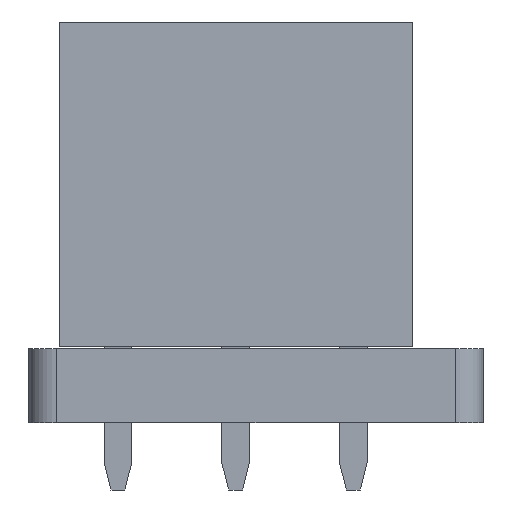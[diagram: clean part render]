
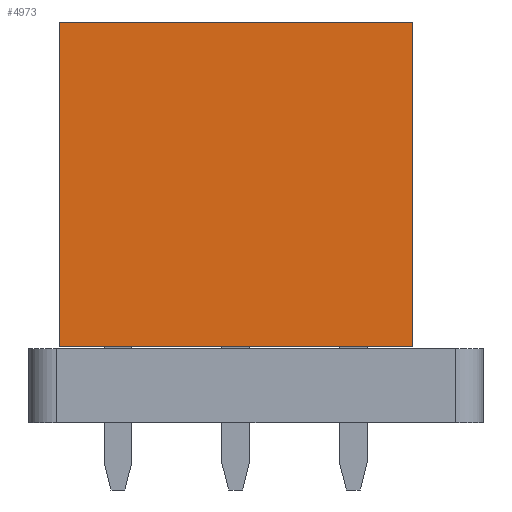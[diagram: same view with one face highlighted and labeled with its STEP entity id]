
A CAD part, front view. The second image highlights one B-rep face of the part: STEP entity #4973.
In plain terms, the highlighted face is planar.
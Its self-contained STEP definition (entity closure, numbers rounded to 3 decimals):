
#4973 = ADVANCED_FACE('',(#4974),#4988,.F.);
#4974 = FACE_BOUND('',#4975,.F.);
#4975 = EDGE_LOOP('',(#4976,#5011,#5039,#5067));
#4976 = ORIENTED_EDGE('',*,*,#4977,.T.);
#4977 = EDGE_CURVE('',#4978,#4980,#4982,.T.);
#4978 = VERTEX_POINT('',#4979);
#4979 = CARTESIAN_POINT('',(1.27,-6.35,0.));
#4980 = VERTEX_POINT('',#4981);
#4981 = CARTESIAN_POINT('',(1.27,-6.35,7.));
#4982 = SURFACE_CURVE('',#4983,(#4987,#4999),.PCURVE_S1.);
#4983 = LINE('',#4984,#4985);
#4984 = CARTESIAN_POINT('',(1.27,-6.35,0.));
#4985 = VECTOR('',#4986,1.);
#4986 = DIRECTION('',(0.,0.,1.));
#4987 = PCURVE('',#4988,#4993);
#4988 = PLANE('',#4989);
#4989 = AXIS2_PLACEMENT_3D('',#4990,#4991,#4992);
#4990 = CARTESIAN_POINT('',(1.27,-6.35,0.));
#4991 = DIRECTION('',(-1.,0.,0.));
#4992 = DIRECTION('',(0.,1.,0.));
#4993 = DEFINITIONAL_REPRESENTATION('',(#4994),#4998);
#4994 = LINE('',#4995,#4996);
#4995 = CARTESIAN_POINT('',(0.,0.));
#4996 = VECTOR('',#4997,1.);
#4997 = DIRECTION('',(0.,-1.));
#4998 = ( GEOMETRIC_REPRESENTATION_CONTEXT(2) 
PARAMETRIC_REPRESENTATION_CONTEXT() REPRESENTATION_CONTEXT('2D SPACE',''
  ) );
#4999 = PCURVE('',#5000,#5005);
#5000 = PLANE('',#5001);
#5001 = AXIS2_PLACEMENT_3D('',#5002,#5003,#5004);
#5002 = CARTESIAN_POINT('',(-1.27,-6.35,0.));
#5003 = DIRECTION('',(0.,1.,0.));
#5004 = DIRECTION('',(1.,0.,0.));
#5005 = DEFINITIONAL_REPRESENTATION('',(#5006),#5010);
#5006 = LINE('',#5007,#5008);
#5007 = CARTESIAN_POINT('',(2.54,0.));
#5008 = VECTOR('',#5009,1.);
#5009 = DIRECTION('',(0.,-1.));
#5010 = ( GEOMETRIC_REPRESENTATION_CONTEXT(2) 
PARAMETRIC_REPRESENTATION_CONTEXT() REPRESENTATION_CONTEXT('2D SPACE',''
  ) );
#5011 = ORIENTED_EDGE('',*,*,#5012,.T.);
#5012 = EDGE_CURVE('',#4980,#5013,#5015,.T.);
#5013 = VERTEX_POINT('',#5014);
#5014 = CARTESIAN_POINT('',(1.27,1.27,7.));
#5015 = SURFACE_CURVE('',#5016,(#5020,#5027),.PCURVE_S1.);
#5016 = LINE('',#5017,#5018);
#5017 = CARTESIAN_POINT('',(1.27,-6.35,7.));
#5018 = VECTOR('',#5019,1.);
#5019 = DIRECTION('',(0.,1.,0.));
#5020 = PCURVE('',#4988,#5021);
#5021 = DEFINITIONAL_REPRESENTATION('',(#5022),#5026);
#5022 = LINE('',#5023,#5024);
#5023 = CARTESIAN_POINT('',(0.,-7.));
#5024 = VECTOR('',#5025,1.);
#5025 = DIRECTION('',(1.,0.));
#5026 = ( GEOMETRIC_REPRESENTATION_CONTEXT(2) 
PARAMETRIC_REPRESENTATION_CONTEXT() REPRESENTATION_CONTEXT('2D SPACE',''
  ) );
#5027 = PCURVE('',#5028,#5033);
#5028 = PLANE('',#5029);
#5029 = AXIS2_PLACEMENT_3D('',#5030,#5031,#5032);
#5030 = CARTESIAN_POINT('',(1.27,-6.35,7.));
#5031 = DIRECTION('',(0.,0.,-1.));
#5032 = DIRECTION('',(0.,-1.,0.));
#5033 = DEFINITIONAL_REPRESENTATION('',(#5034),#5038);
#5034 = LINE('',#5035,#5036);
#5035 = CARTESIAN_POINT('',(0.,0.));
#5036 = VECTOR('',#5037,1.);
#5037 = DIRECTION('',(-1.,0.));
#5038 = ( GEOMETRIC_REPRESENTATION_CONTEXT(2) 
PARAMETRIC_REPRESENTATION_CONTEXT() REPRESENTATION_CONTEXT('2D SPACE',''
  ) );
#5039 = ORIENTED_EDGE('',*,*,#5040,.F.);
#5040 = EDGE_CURVE('',#5041,#5013,#5043,.T.);
#5041 = VERTEX_POINT('',#5042);
#5042 = CARTESIAN_POINT('',(1.27,1.27,0.));
#5043 = SURFACE_CURVE('',#5044,(#5048,#5055),.PCURVE_S1.);
#5044 = LINE('',#5045,#5046);
#5045 = CARTESIAN_POINT('',(1.27,1.27,0.));
#5046 = VECTOR('',#5047,1.);
#5047 = DIRECTION('',(0.,0.,1.));
#5048 = PCURVE('',#4988,#5049);
#5049 = DEFINITIONAL_REPRESENTATION('',(#5050),#5054);
#5050 = LINE('',#5051,#5052);
#5051 = CARTESIAN_POINT('',(7.62,0.));
#5052 = VECTOR('',#5053,1.);
#5053 = DIRECTION('',(0.,-1.));
#5054 = ( GEOMETRIC_REPRESENTATION_CONTEXT(2) 
PARAMETRIC_REPRESENTATION_CONTEXT() REPRESENTATION_CONTEXT('2D SPACE',''
  ) );
#5055 = PCURVE('',#5056,#5061);
#5056 = PLANE('',#5057);
#5057 = AXIS2_PLACEMENT_3D('',#5058,#5059,#5060);
#5058 = CARTESIAN_POINT('',(1.27,1.27,0.));
#5059 = DIRECTION('',(0.,-1.,0.));
#5060 = DIRECTION('',(-1.,0.,0.));
#5061 = DEFINITIONAL_REPRESENTATION('',(#5062),#5066);
#5062 = LINE('',#5063,#5064);
#5063 = CARTESIAN_POINT('',(0.,0.));
#5064 = VECTOR('',#5065,1.);
#5065 = DIRECTION('',(0.,-1.));
#5066 = ( GEOMETRIC_REPRESENTATION_CONTEXT(2) 
PARAMETRIC_REPRESENTATION_CONTEXT() REPRESENTATION_CONTEXT('2D SPACE',''
  ) );
#5067 = ORIENTED_EDGE('',*,*,#5068,.F.);
#5068 = EDGE_CURVE('',#4978,#5041,#5069,.T.);
#5069 = SURFACE_CURVE('',#5070,(#5074,#5081),.PCURVE_S1.);
#5070 = LINE('',#5071,#5072);
#5071 = CARTESIAN_POINT('',(1.27,-6.35,0.));
#5072 = VECTOR('',#5073,1.);
#5073 = DIRECTION('',(0.,1.,0.));
#5074 = PCURVE('',#4988,#5075);
#5075 = DEFINITIONAL_REPRESENTATION('',(#5076),#5080);
#5076 = LINE('',#5077,#5078);
#5077 = CARTESIAN_POINT('',(0.,0.));
#5078 = VECTOR('',#5079,1.);
#5079 = DIRECTION('',(1.,0.));
#5080 = ( GEOMETRIC_REPRESENTATION_CONTEXT(2) 
PARAMETRIC_REPRESENTATION_CONTEXT() REPRESENTATION_CONTEXT('2D SPACE',''
  ) );
#5081 = PCURVE('',#5082,#5087);
#5082 = PLANE('',#5083);
#5083 = AXIS2_PLACEMENT_3D('',#5084,#5085,#5086);
#5084 = CARTESIAN_POINT('',(1.27,-6.35,0.));
#5085 = DIRECTION('',(0.,0.,-1.));
#5086 = DIRECTION('',(0.,-1.,0.));
#5087 = DEFINITIONAL_REPRESENTATION('',(#5088),#5092);
#5088 = LINE('',#5089,#5090);
#5089 = CARTESIAN_POINT('',(0.,0.));
#5090 = VECTOR('',#5091,1.);
#5091 = DIRECTION('',(-1.,0.));
#5092 = ( GEOMETRIC_REPRESENTATION_CONTEXT(2) 
PARAMETRIC_REPRESENTATION_CONTEXT() REPRESENTATION_CONTEXT('2D SPACE',''
  ) );
